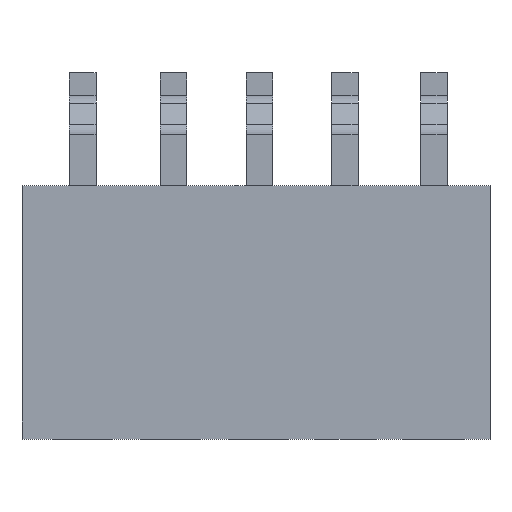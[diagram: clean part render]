
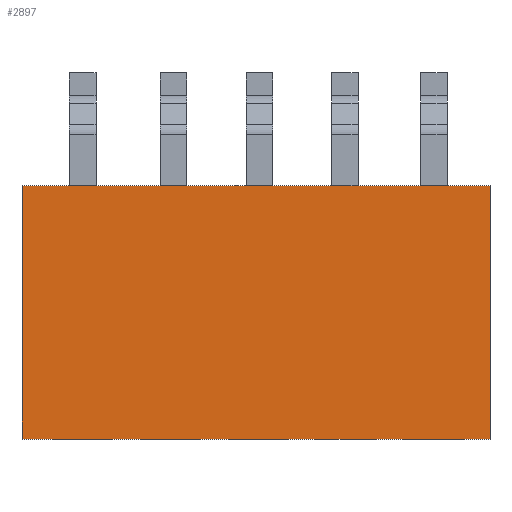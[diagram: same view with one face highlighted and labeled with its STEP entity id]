
A CAD part, top view. The second image highlights one B-rep face of the part: STEP entity #2897.
In plain terms, the highlighted planar face has unit normal (0, 0, 1).
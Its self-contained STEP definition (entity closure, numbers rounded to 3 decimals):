
#484=ORIENTED_EDGE('',*,*,#821,.T.);
#485=ORIENTED_EDGE('',*,*,#908,.F.);
#486=ORIENTED_EDGE('',*,*,#719,.F.);
#487=ORIENTED_EDGE('',*,*,#909,.T.);
#719=EDGE_CURVE('',#999,#996,#1191,.T.);
#821=EDGE_CURVE('',#1062,#1060,#1293,.T.);
#908=EDGE_CURVE('',#996,#1060,#1356,.T.);
#909=EDGE_CURVE('',#999,#1062,#1357,.T.);
#996=VERTEX_POINT('',#3761);
#999=VERTEX_POINT('',#3766);
#1060=VERTEX_POINT('',#3975);
#1062=VERTEX_POINT('',#3978);
#1191=LINE('',#3767,#1443);
#1293=LINE('',#3977,#1545);
#1356=LINE('',#4154,#1608);
#1357=LINE('',#4155,#1609);
#1443=VECTOR('',#3180,1000.);
#1545=VECTOR('',#3374,1000.);
#1608=VECTOR('',#3541,1000.);
#1609=VECTOR('',#3542,1000.);
#1745=EDGE_LOOP('',(#484,#485,#486,#487));
#1871=FACE_BOUND('',#1745,.T.);
#1971=PLANE('',#3050);
#2897=ADVANCED_FACE('',(#1871),#1971,.F.);
#3050=AXIS2_PLACEMENT_3D('',#4153,#3539,#3540);
#3180=DIRECTION('',(1.,0.,0.));
#3374=DIRECTION('',(1.,0.,0.));
#3539=DIRECTION('',(0.,0.,-1.));
#3540=DIRECTION('',(-1.,0.,0.));
#3541=DIRECTION('',(0.,-1.,0.));
#3542=DIRECTION('',(0.,-1.,0.));
#3761=CARTESIAN_POINT('',(6.942,7.518,0.));
#3766=CARTESIAN_POINT('',(-6.942,7.518,0.));
#3767=CARTESIAN_POINT('',(-6.942,7.518,0.));
#3975=CARTESIAN_POINT('',(6.942,0.,0.));
#3977=CARTESIAN_POINT('',(-6.942,0.,0.));
#3978=CARTESIAN_POINT('',(-6.942,0.,0.));
#4153=CARTESIAN_POINT('',(-6.942,4.371,0.));
#4154=CARTESIAN_POINT('',(6.942,4.371,0.));
#4155=CARTESIAN_POINT('',(-6.942,4.371,0.));
